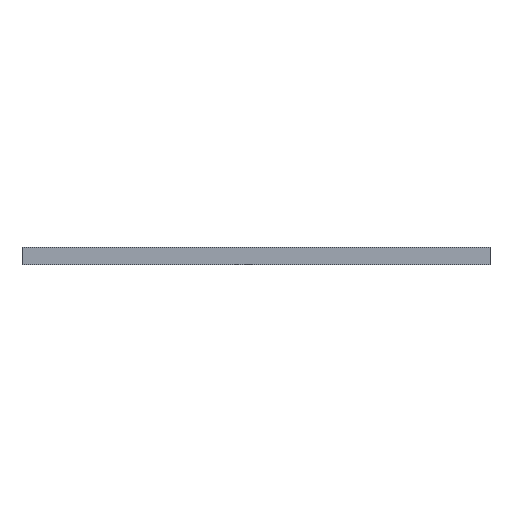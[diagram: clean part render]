
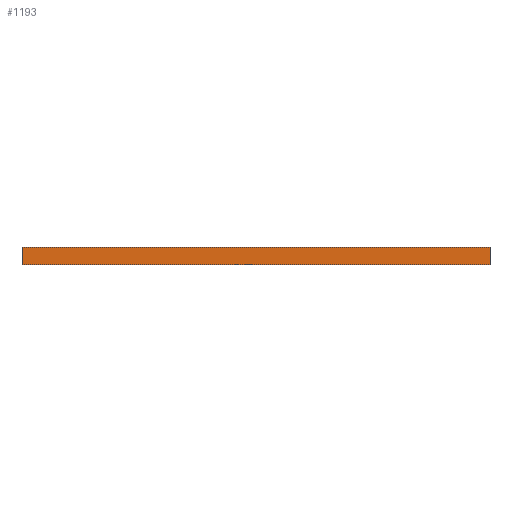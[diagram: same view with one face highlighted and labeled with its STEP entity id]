
A CAD part, front view. The second image highlights one B-rep face of the part: STEP entity #1193.
In plain terms, the highlighted planar face has unit normal (0, -1, 0).
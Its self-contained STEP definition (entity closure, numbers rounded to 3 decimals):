
#46 = LINE ( 'NONE', #523, #908 ) ;
#71 = CARTESIAN_POINT ( 'NONE',  ( -37.05, -43.5, 0. ) ) ;
#85 = VERTEX_POINT ( 'NONE', #86 ) ;
#86 = CARTESIAN_POINT ( 'NONE',  ( -37.05, -43.5, 3.175 ) ) ;
#89 = VERTEX_POINT ( 'NONE', #71 ) ;
#366 = DIRECTION ( 'NONE',  ( -1., 0., 0. ) ) ;
#373 = CARTESIAN_POINT ( 'NONE',  ( 48.05, -43.5, 3.175 ) ) ;
#393 = DIRECTION ( 'NONE',  ( 1., 0., 0. ) ) ;
#428 = LINE ( 'NONE', #800, #609 ) ;
#488 = DIRECTION ( 'NONE',  ( 1., 0., 0. ) ) ;
#521 = EDGE_CURVE ( 'NONE', #1046, #1374, #1034, .T. ) ;
#523 = CARTESIAN_POINT ( 'NONE',  ( -37.05, -43.5, 3.175 ) ) ;
#609 = VECTOR ( 'NONE', #488, 1000. ) ;
#617 = EDGE_CURVE ( 'NONE', #89, #1374, #1048, .T. ) ;
#649 = CARTESIAN_POINT ( 'NONE',  ( 48.05, -43.5, 0. ) ) ;
#703 = CARTESIAN_POINT ( 'NONE',  ( 48.05, -43.5, 3.175 ) ) ;
#707 = DIRECTION ( 'NONE',  ( 0., 1., 0. ) ) ;
#734 = EDGE_LOOP ( 'NONE', ( #1247, #1125, #1204, #883 ) ) ;
#746 = VECTOR ( 'NONE', #393, 1000. ) ;
#800 = CARTESIAN_POINT ( 'NONE',  ( 0., -43.5, 3.175 ) ) ;
#812 = AXIS2_PLACEMENT_3D ( 'NONE', #1349, #707, #366 ) ;
#851 = EDGE_CURVE ( 'NONE', #85, #89, #46, .T. ) ;
#883 = ORIENTED_EDGE ( 'NONE', *, *, #851, .T. ) ;
#908 = VECTOR ( 'NONE', #1389, 1000. ) ;
#1034 = LINE ( 'NONE', #373, #1353 ) ;
#1046 = VERTEX_POINT ( 'NONE', #703 ) ;
#1048 = LINE ( 'NONE', #1053, #746 ) ;
#1053 = CARTESIAN_POINT ( 'NONE',  ( 0., -43.5, 0. ) ) ;
#1121 = PLANE ( 'NONE',  #812 ) ;
#1125 = ORIENTED_EDGE ( 'NONE', *, *, #521, .F. ) ;
#1130 = EDGE_CURVE ( 'NONE', #85, #1046, #428, .T. ) ;
#1193 = ADVANCED_FACE ( 'NONE', ( #1276 ), #1121, .F. ) ;
#1204 = ORIENTED_EDGE ( 'NONE', *, *, #1130, .F. ) ;
#1247 = ORIENTED_EDGE ( 'NONE', *, *, #617, .T. ) ;
#1251 = DIRECTION ( 'NONE',  ( 0., 0., -1. ) ) ;
#1276 = FACE_OUTER_BOUND ( 'NONE', #734, .T. ) ;
#1349 = CARTESIAN_POINT ( 'NONE',  ( 0., -43.5, 3.175 ) ) ;
#1353 = VECTOR ( 'NONE', #1251, 1000. ) ;
#1374 = VERTEX_POINT ( 'NONE', #649 ) ;
#1389 = DIRECTION ( 'NONE',  ( 0., 0., -1. ) ) ;
